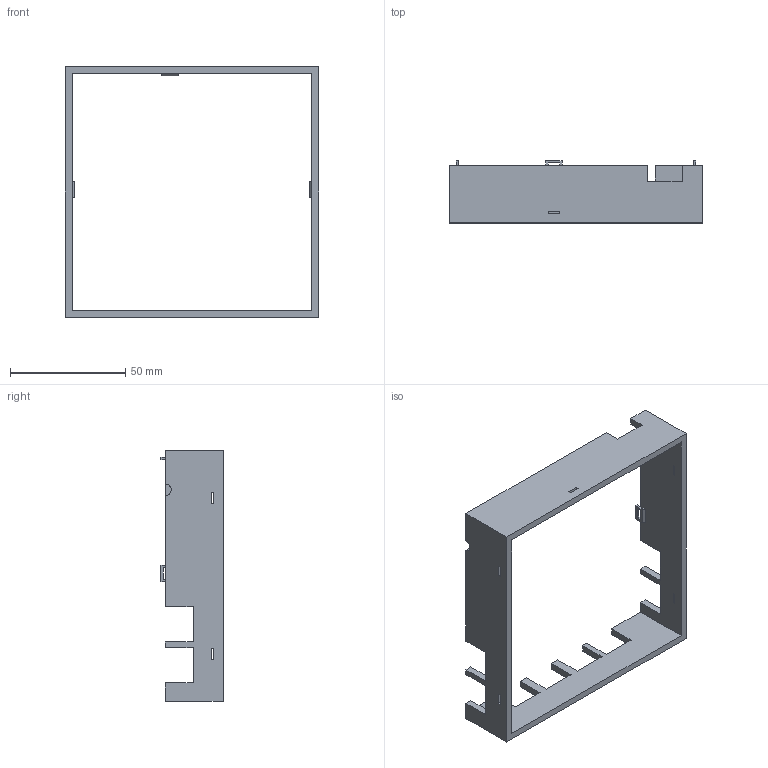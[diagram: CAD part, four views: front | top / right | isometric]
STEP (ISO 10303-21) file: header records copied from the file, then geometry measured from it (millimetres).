
FILE_DESCRIPTION (( 'STEP AP214' ), '1' );
FILE_NAME ('BASEMEDIAH2O.STEP', '2020-11-20T20:36:59', ( '' ), ( '' ), 'SwSTEP 2.0', 'SolidWorks 2019', '' );
FILE_SCHEMA (( 'AUTOMOTIVE_DESIGN' ));
Length unit declared in the file: millimetre
Products named in the file (1): BASEMEDIAH2O
Bounding box: 110.14 x 27 x 108.87 mm (x, y, z)
Volume: 27205.4 mm3; surface area: 21606.7 mm2
Topology: 1 solids, 1 shells, 98 faces, 290 edges, 190 vertices
Faces by surface type: plane 97, cylinder 1
Entity records: 3266 total; most frequent: ORIENTED_EDGE 580, CARTESIAN_POINT 579, DIRECTION 490, EDGE_CURVE 290, LINE 288, VECTOR 288, VERTEX_POINT 190, EDGE_LOOP 112
